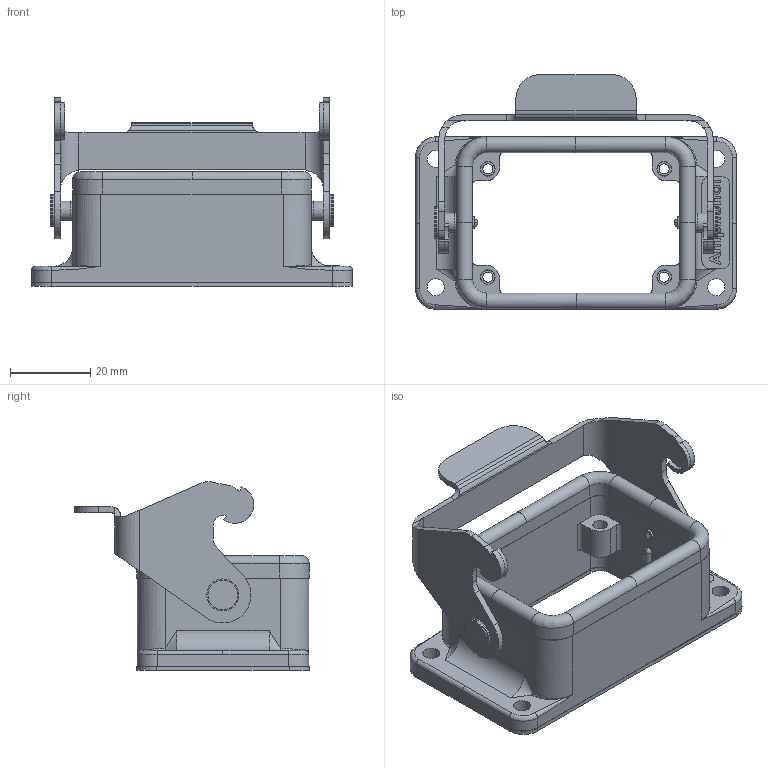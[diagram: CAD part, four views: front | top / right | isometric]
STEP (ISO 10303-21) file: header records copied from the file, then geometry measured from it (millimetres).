
FILE_DESCRIPTION(/* description */ (''),/* implementation_level */ '2;1');
FILE_NAME(/* name */ 'c146 50f006 000 1nxc001-04.stp',/* time_stamp */ '2021-08-23T13:49:45+02:00',/* author */ (''),/* organization */ (''),/* preprocessor_version */ 'ST-DEVELOPER v16.7',/* originating_system */ 'SIEMENS PLM Software NX 12.0',/* authorisation */ '');
FILE_SCHEMA (('AUTOMOTIVE_DESIGN { 1 0 10303 214 3 1 1 1 }'));
Length unit declared in the file: millimetre
Products named in the file (8): n 23 020 00x1nxm001-01; n 06 080 0001 1nxm001-01; n 06 060 0001nxm001-02; N 03 049 0005-03; C146 G37 060 E1-01; N 25 006 1000 3-04; c146 50f006 000 1nxm001-04; c146 50f006 000 1nxc001-04
Assembly tree (9 placements, depth 4):
  c146 50f006 000 1nxc001-04
    c146 50f006 000 1nxm001-04
      C146 G37 060 E1-01
      N 25 006 1000 3-04
        n 23 020 00x1nxm001-01  x2
      N 03 049 0005-03  x2
      n 06 060 0001nxm001-02
      n 06 080 0001 1nxm001-01
Bounding box: 80 x 58.42 x 47.07 mm (x, y, z)
Volume: 54082.6 mm3; surface area: 40259 mm2
Topology: 6 solids, 6 shells, 891 faces, 2324 edges, 1479 vertices
Faces by surface type: plane 404, bspline 234, cylinder 207, cone 20, revolution 12, torus 8, extrusion 6
Full cylindrical faces by diameter (mm): 2.5 x8, 2.95 x2, 3 x2, 4.3 x8, 4.5 x8, 4.8 x4, 8 x4
Entity records: 34437 total; most frequent: CARTESIAN_POINT 8608, ORIENTED_EDGE 4422, DIRECTION 3562, EDGE_CURVE 2211, VERTEX_POINT 1449, VECTOR 1256, LINE 1250, AXIS2_PLACEMENT_3D 1147
